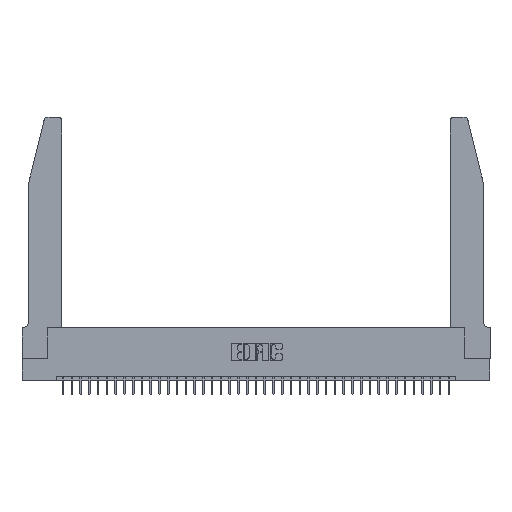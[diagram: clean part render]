
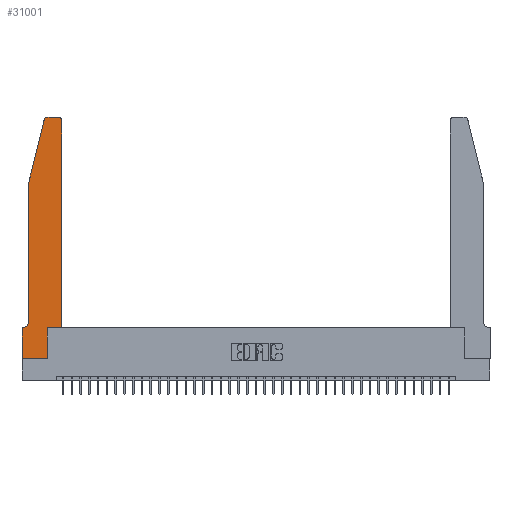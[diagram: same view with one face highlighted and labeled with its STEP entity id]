
A CAD part, top view. The second image highlights one B-rep face of the part: STEP entity #31001.
In plain terms, the highlighted planar face has unit normal (0, 0, 1).
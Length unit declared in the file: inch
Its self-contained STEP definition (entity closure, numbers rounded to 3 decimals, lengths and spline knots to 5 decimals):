
#632 = CARTESIAN_POINT ( 'NONE',  ( 0., 0., 0.37 ) ) ;
#799 = VERTEX_POINT ( 'NONE', #21401 ) ;
#872 = VERTEX_POINT ( 'NONE', #20927 ) ;
#2063 = CARTESIAN_POINT ( 'NONE',  ( 0.4505, 0.35, 0.37 ) ) ;
#2110 = EDGE_CURVE ( 'NONE', #11618, #8109, #5698, .T. ) ;
#2471 = ORIENTED_EDGE ( 'NONE', *, *, #2110, .T. ) ;
#2859 = VERTEX_POINT ( 'NONE', #12792 ) ;
#3214 = CARTESIAN_POINT ( 'NONE',  ( 0.0755, 2., 0.37 ) ) ;
#3597 = VECTOR ( 'NONE', #35030, 39.37008 ) ;
#4009 = CARTESIAN_POINT ( 'NONE',  ( 0., 0.35, 0.37 ) ) ;
#4707 = VERTEX_POINT ( 'NONE', #4009 ) ;
#5671 = CARTESIAN_POINT ( 'NONE',  ( 0.25487, 2.72718, 0.37 ) ) ;
#5698 = LINE ( 'NONE', #36044, #37132 ) ;
#6480 = DIRECTION ( 'NONE',  ( -0.239, -0.971, 0. ) ) ;
#6753 = VECTOR ( 'NONE', #37383, 39.37008 ) ;
#6759 = CARTESIAN_POINT ( 'NONE',  ( 0.284, 2.75, 0.37 ) ) ;
#6766 = ORIENTED_EDGE ( 'NONE', *, *, #21197, .T. ) ;
#7266 = VERTEX_POINT ( 'NONE', #36068 ) ;
#8109 = VERTEX_POINT ( 'NONE', #6759 ) ;
#8181 = ORIENTED_EDGE ( 'NONE', *, *, #25807, .T. ) ;
#8340 = LINE ( 'NONE', #15383, #9323 ) ;
#8789 = VECTOR ( 'NONE', #20630, 39.37008 ) ;
#9112 = CARTESIAN_POINT ( 'NONE',  ( 0.4505, 0.35, 0.37 ) ) ;
#9133 = DIRECTION ( 'NONE',  ( -1., 0., 0. ) ) ;
#9323 = VECTOR ( 'NONE', #39615, 39.37008 ) ;
#9422 = EDGE_CURVE ( 'NONE', #4707, #29729, #31067, .T. ) ;
#9459 = PLANE ( 'NONE',  #17220 ) ;
#9672 = ORIENTED_EDGE ( 'NONE', *, *, #36695, .T. ) ;
#9809 = FACE_OUTER_BOUND ( 'NONE', #27297, .T. ) ;
#10675 = VECTOR ( 'NONE', #23802, 39.37008 ) ;
#11089 = CARTESIAN_POINT ( 'NONE',  ( 0.0055, 0.42, 0.37 ) ) ;
#11618 = VERTEX_POINT ( 'NONE', #25688 ) ;
#12140 = EDGE_CURVE ( 'NONE', #14587, #872, #25837, .T. ) ;
#12608 = DIRECTION ( 'NONE',  ( 1., 0., 0. ) ) ;
#12792 = CARTESIAN_POINT ( 'NONE',  ( 0.4505, 2.72, 0.37 ) ) ;
#12873 = DIRECTION ( 'NONE',  ( 0., 0., 1. ) ) ;
#13420 = CARTESIAN_POINT ( 'NONE',  ( 0.284, 2.72, 0.37 ) ) ;
#13594 = ORIENTED_EDGE ( 'NONE', *, *, #31149, .T. ) ;
#13859 = LINE ( 'NONE', #17574, #28954 ) ;
#13889 = ORIENTED_EDGE ( 'NONE', *, *, #9422, .T. ) ;
#14012 = LINE ( 'NONE', #17050, #3597 ) ;
#14016 = ORIENTED_EDGE ( 'NONE', *, *, #27555, .T. ) ;
#14224 = DIRECTION ( 'NONE',  ( -1., 0., 0. ) ) ;
#14587 = VERTEX_POINT ( 'NONE', #5671 ) ;
#14884 = ORIENTED_EDGE ( 'NONE', *, *, #29892, .T. ) ;
#15383 = CARTESIAN_POINT ( 'NONE',  ( 0.0755, 2., 0.37 ) ) ;
#15856 = VECTOR ( 'NONE', #9133, 39.37008 ) ;
#16491 = DIRECTION ( 'NONE',  ( 1., 0., 0. ) ) ;
#16830 = AXIS2_PLACEMENT_3D ( 'NONE', #11089, #32226, #14224 ) ;
#16995 = LINE ( 'NONE', #32503, #8789 ) ;
#17050 = CARTESIAN_POINT ( 'NONE',  ( 0.4505, 0.35, 0.37 ) ) ;
#17220 = AXIS2_PLACEMENT_3D ( 'NONE', #27698, #30693, #12608 ) ;
#17574 = CARTESIAN_POINT ( 'NONE',  ( 0., 0., 0.37 ) ) ;
#18350 = ORIENTED_EDGE ( 'NONE', *, *, #12140, .T. ) ;
#18441 = EDGE_CURVE ( 'NONE', #34374, #4707, #25760, .T. ) ;
#18791 = VECTOR ( 'NONE', #6480, 39.37008 ) ;
#19576 = CARTESIAN_POINT ( 'NONE',  ( 0., 0., 0.37 ) ) ;
#20630 = DIRECTION ( 'NONE',  ( 0., 1., 0. ) ) ;
#20927 = CARTESIAN_POINT ( 'NONE',  ( 0.0755, 2., 0.37 ) ) ;
#20935 = ORIENTED_EDGE ( 'NONE', *, *, #23902, .T. ) ;
#21011 = ORIENTED_EDGE ( 'NONE', *, *, #18441, .T. ) ;
#21197 = EDGE_CURVE ( 'NONE', #872, #31180, #8340, .T. ) ;
#21401 = CARTESIAN_POINT ( 'NONE',  ( 0.2865, 0.35, 0.37 ) ) ;
#23364 = EDGE_CURVE ( 'NONE', #799, #33860, #26829, .T. ) ;
#23802 = DIRECTION ( 'NONE',  ( 1., 0., 0. ) ) ;
#23902 = EDGE_CURVE ( 'NONE', #31180, #34374, #30983, .T. ) ;
#24353 = CARTESIAN_POINT ( 'NONE',  ( 0.0755, 0.35, 0.37 ) ) ;
#25688 = CARTESIAN_POINT ( 'NONE',  ( 0.4205, 2.75, 0.37 ) ) ;
#25760 = LINE ( 'NONE', #24353, #15856 ) ;
#25807 = EDGE_CURVE ( 'NONE', #33860, #2859, #14012, .T. ) ;
#25837 = LINE ( 'NONE', #3214, #18791 ) ;
#26829 = LINE ( 'NONE', #2063, #10675 ) ;
#27297 = EDGE_LOOP ( 'NONE', ( #2471, #13594, #18350, #6766, #20935, #21011, #13889, #14016, #14884, #27654, #8181, #9672 ) ) ;
#27555 = EDGE_CURVE ( 'NONE', #29729, #7266, #13859, .T. ) ;
#27654 = ORIENTED_EDGE ( 'NONE', *, *, #23364, .T. ) ;
#27698 = CARTESIAN_POINT ( 'NONE',  ( 0., 0.35, 0.37 ) ) ;
#28600 = CARTESIAN_POINT ( 'NONE',  ( 0.0755, 0.42, 0.37 ) ) ;
#28954 = VECTOR ( 'NONE', #38615, 39.37008 ) ;
#29559 = CARTESIAN_POINT ( 'NONE',  ( 0.0055, 0.35, 0.37 ) ) ;
#29729 = VERTEX_POINT ( 'NONE', #19576 ) ;
#29892 = EDGE_CURVE ( 'NONE', #7266, #799, #16995, .T. ) ;
#30693 = DIRECTION ( 'NONE',  ( 0., 0., 1. ) ) ;
#30943 = CARTESIAN_POINT ( 'NONE',  ( 0.4205, 2.72, 0.37 ) ) ;
#30983 = CIRCLE ( 'NONE', #16830, 0.07 ) ;
#31001 = ADVANCED_FACE ( 'NONE', ( #9809 ), #9459, .T. ) ;
#31067 = LINE ( 'NONE', #632, #6753 ) ;
#31149 = EDGE_CURVE ( 'NONE', #8109, #14587, #34408, .T. ) ;
#31180 = VERTEX_POINT ( 'NONE', #28600 ) ;
#32226 = DIRECTION ( 'NONE',  ( 0., 0., -1. ) ) ;
#32503 = CARTESIAN_POINT ( 'NONE',  ( 0.2865, 0.35, 0.37 ) ) ;
#33138 = DIRECTION ( 'NONE',  ( -1., 0., 0. ) ) ;
#33324 = AXIS2_PLACEMENT_3D ( 'NONE', #13420, #34473, #16491 ) ;
#33860 = VERTEX_POINT ( 'NONE', #9112 ) ;
#33958 = DIRECTION ( 'NONE',  ( 1., 0., 0. ) ) ;
#34374 = VERTEX_POINT ( 'NONE', #29559 ) ;
#34408 = CIRCLE ( 'NONE', #33324, 0.03 ) ;
#34473 = DIRECTION ( 'NONE',  ( 0., 0., 1. ) ) ;
#35030 = DIRECTION ( 'NONE',  ( 0., 1., 0. ) ) ;
#36044 = CARTESIAN_POINT ( 'NONE',  ( 0.2605, 2.75, 0.37 ) ) ;
#36068 = CARTESIAN_POINT ( 'NONE',  ( 0.2865, 0., 0.37 ) ) ;
#36141 = AXIS2_PLACEMENT_3D ( 'NONE', #30943, #12873, #33958 ) ;
#36695 = EDGE_CURVE ( 'NONE', #2859, #11618, #36855, .T. ) ;
#36855 = CIRCLE ( 'NONE', #36141, 0.03 ) ;
#37132 = VECTOR ( 'NONE', #33138, 39.37008 ) ;
#37383 = DIRECTION ( 'NONE',  ( 0., -1., 0. ) ) ;
#38615 = DIRECTION ( 'NONE',  ( 1., 0., 0. ) ) ;
#39615 = DIRECTION ( 'NONE',  ( 0., -1., 0. ) ) ;
